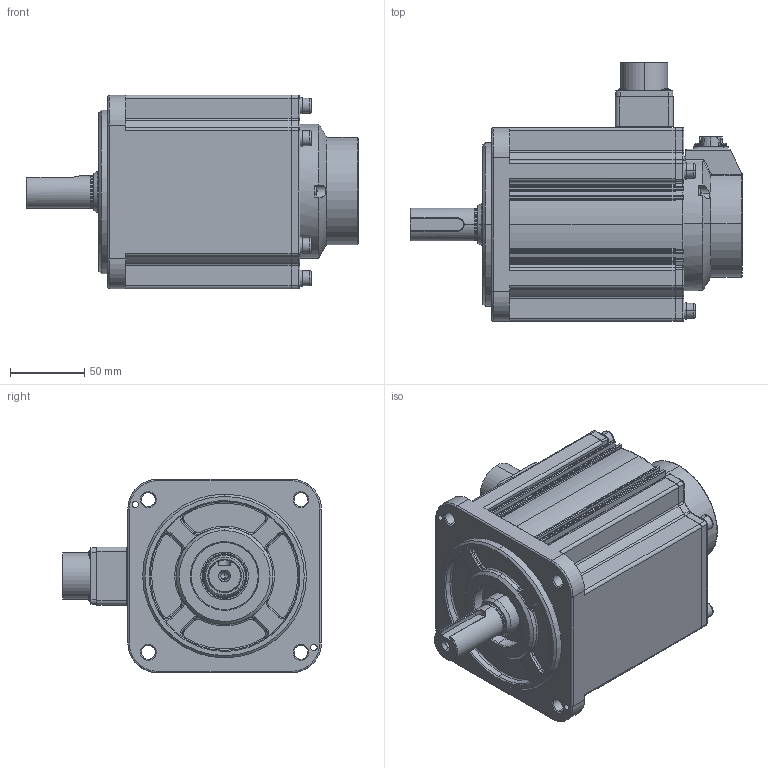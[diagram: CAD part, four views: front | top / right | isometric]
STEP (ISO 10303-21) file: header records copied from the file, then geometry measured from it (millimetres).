
FILE_DESCRIPTION (( 'STEP AP214' ), '1' );
FILE_NAME ('4611170001560 SM3M-134AXNUV.STEP', '2024-02-05T06:35:47', ( '' ), ( '' ), 'SwSTEP 2.0', 'SolidWorks 2015', '' );
FILE_SCHEMA (( 'AUTOMOTIVE_DESIGN' ));
Length unit declared in the file: millimetre
Products named in the file (1): 4611170001560 SM3M-134AXNUV
Bounding box: 223 x 173.8 x 130 mm (x, y, z)
Volume: 2198893.4 mm3; surface area: 163070.3 mm2
Topology: 11 solids, 44 shells, 1689 faces, 4377 edges, 2859 vertices
Faces by surface type: cylinder 680, plane 665, bspline 195, cone 131, torus 14, sphere 4
Entity records: 68661 total; most frequent: CARTESIAN_POINT 29690, ORIENTED_EDGE 8718, DIRECTION 7129, EDGE_CURVE 4359, VERTEX_POINT 2859, AXIS2_PLACEMENT_3D 2603, LINE 1923, VECTOR 1923
